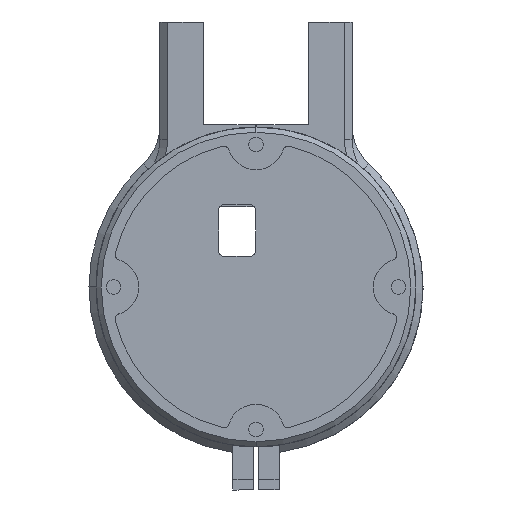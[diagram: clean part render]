
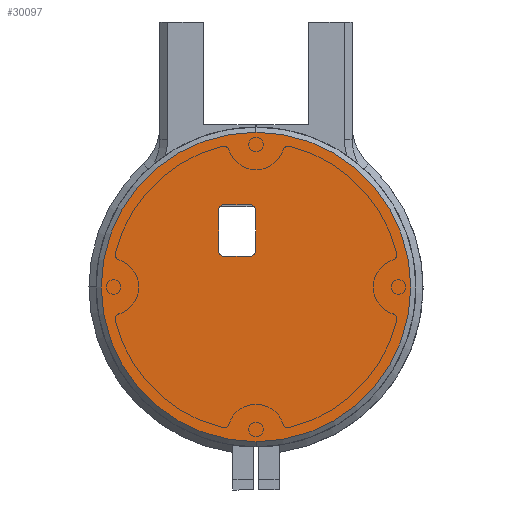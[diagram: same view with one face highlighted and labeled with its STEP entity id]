
A CAD part, front view. The second image highlights one B-rep face of the part: STEP entity #30097.
In plain terms, the highlighted face is planar.
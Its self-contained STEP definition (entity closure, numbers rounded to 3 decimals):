
#949 = DIRECTION ( 'NONE',  ( 0., -1., 0. ) ) ;
#1252 = DIRECTION ( 'NONE',  ( 0., 0., 1. ) ) ;
#1986 = CARTESIAN_POINT ( 'NONE',  ( 6.292, 11., 6.988 ) ) ;
#2153 = DIRECTION ( 'NONE',  ( 0., 0., 1. ) ) ;
#2174 = DIRECTION ( 'NONE',  ( 0., -1., 0. ) ) ;
#2463 = CIRCLE ( 'NONE', #16072, 30.113 ) ;
#2522 = ORIENTED_EDGE ( 'NONE', *, *, #27719, .T. ) ;
#3293 = CARTESIAN_POINT ( 'NONE',  ( 0.092, 11., 6.988 ) ) ;
#3435 = EDGE_CURVE ( 'NONE', #22986, #6582, #7101, .T. ) ;
#3519 = EDGE_CURVE ( 'NONE', #22365, #13921, #5906, .T. ) ;
#4225 = EDGE_CURVE ( 'NONE', #15582, #29585, #36130, .T. ) ;
#4509 = FACE_OUTER_BOUND ( 'NONE', #16549, .T. ) ;
#4556 = CARTESIAN_POINT ( 'NONE',  ( 6.292, 11., 5.988 ) ) ;
#4654 = DIRECTION ( 'NONE',  ( 0., -1., 0. ) ) ;
#5762 = DIRECTION ( 'NONE',  ( 0., -1., 0. ) ) ;
#5906 = CIRCLE ( 'NONE', #24228, 1. ) ;
#6582 = VERTEX_POINT ( 'NONE', #26435 ) ;
#6800 = DIRECTION ( 'NONE',  ( 0., 0., 1. ) ) ;
#6981 = CARTESIAN_POINT ( 'NONE',  ( 0., 11., 0. ) ) ;
#6995 = ORIENTED_EDGE ( 'NONE', *, *, #35008, .T. ) ;
#7101 = CIRCLE ( 'NONE', #23637, 1. ) ;
#7667 = FACE_BOUND ( 'NONE', #34852, .T. ) ;
#9047 = CIRCLE ( 'NONE', #34457, 1. ) ;
#10707 = DIRECTION ( 'NONE',  ( 0., 0., 1. ) ) ;
#11004 = ORIENTED_EDGE ( 'NONE', *, *, #35896, .T. ) ;
#11143 = CARTESIAN_POINT ( 'NONE',  ( 7.292, 11., 6.988 ) ) ;
#11267 = VECTOR ( 'NONE', #19124, 1000. ) ;
#12165 = CARTESIAN_POINT ( 'NONE',  ( 1.092, 11., 5.988 ) ) ;
#13437 = EDGE_CURVE ( 'NONE', #22986, #13921, #23353, .T. ) ;
#13921 = VERTEX_POINT ( 'NONE', #33867 ) ;
#14402 = ORIENTED_EDGE ( 'NONE', *, *, #3519, .T. ) ;
#14461 = DIRECTION ( 'NONE',  ( 0., 0., 1. ) ) ;
#14854 = VECTOR ( 'NONE', #1252, 1000. ) ;
#15072 = CARTESIAN_POINT ( 'NONE',  ( 7.292, 11., 14.988 ) ) ;
#15526 = CARTESIAN_POINT ( 'NONE',  ( 0.092, 11., 15.988 ) ) ;
#15582 = VERTEX_POINT ( 'NONE', #4556 ) ;
#15798 = CARTESIAN_POINT ( 'NONE',  ( 0., 11., 0. ) ) ;
#16072 = AXIS2_PLACEMENT_3D ( 'NONE', #33797, #19751, #2153 ) ;
#16277 = CIRCLE ( 'NONE', #35754, 30.113 ) ;
#16549 = EDGE_LOOP ( 'NONE', ( #6995, #36062 ) ) ;
#16645 = EDGE_CURVE ( 'NONE', #16885, #29386, #16277, .T. ) ;
#16885 = VERTEX_POINT ( 'NONE', #29278 ) ;
#17175 = AXIS2_PLACEMENT_3D ( 'NONE', #15798, #21911, #24519 ) ;
#17308 = CARTESIAN_POINT ( 'NONE',  ( 7.292, 11., 15.988 ) ) ;
#17620 = CARTESIAN_POINT ( 'NONE',  ( 1.092, 11., 15.988 ) ) ;
#18593 = PLANE ( 'NONE',  #17175 ) ;
#18724 = ORIENTED_EDGE ( 'NONE', *, *, #13437, .F. ) ;
#19124 = DIRECTION ( 'NONE',  ( -1., 0., 0. ) ) ;
#19729 = LINE ( 'NONE', #17308, #33103 ) ;
#19751 = DIRECTION ( 'NONE',  ( 0., 1., 0. ) ) ;
#19924 = VERTEX_POINT ( 'NONE', #3293 ) ;
#21826 = ORIENTED_EDGE ( 'NONE', *, *, #4225, .F. ) ;
#21911 = DIRECTION ( 'NONE',  ( 0., 1., 0. ) ) ;
#22365 = VERTEX_POINT ( 'NONE', #15072 ) ;
#22392 = VECTOR ( 'NONE', #32018, 1000. ) ;
#22903 = CARTESIAN_POINT ( 'NONE',  ( 0., 11., -30.113 ) ) ;
#22986 = VERTEX_POINT ( 'NONE', #17620 ) ;
#23353 = LINE ( 'NONE', #34806, #22392 ) ;
#23637 = AXIS2_PLACEMENT_3D ( 'NONE', #25042, #4654, #27244 ) ;
#23644 = DIRECTION ( 'NONE',  ( 0., 1., 0. ) ) ;
#23686 = EDGE_CURVE ( 'NONE', #22365, #36235, #19729, .T. ) ;
#24228 = AXIS2_PLACEMENT_3D ( 'NONE', #28877, #5762, #14461 ) ;
#24519 = DIRECTION ( 'NONE',  ( 0., 0., 1. ) ) ;
#25042 = CARTESIAN_POINT ( 'NONE',  ( 1.092, 11., 14.988 ) ) ;
#25474 = DIRECTION ( 'NONE',  ( 0., 0., -1. ) ) ;
#26357 = ORIENTED_EDGE ( 'NONE', *, *, #28783, .F. ) ;
#26435 = CARTESIAN_POINT ( 'NONE',  ( 0.092, 11., 14.988 ) ) ;
#26696 = DIRECTION ( 'NONE',  ( 0., 0., 1. ) ) ;
#27244 = DIRECTION ( 'NONE',  ( 0., 0., 1. ) ) ;
#27441 = CARTESIAN_POINT ( 'NONE',  ( 0.092, 11., 5.988 ) ) ;
#27719 = EDGE_CURVE ( 'NONE', #15582, #36235, #29625, .T. ) ;
#28783 = EDGE_CURVE ( 'NONE', #19924, #6582, #32724, .T. ) ;
#28877 = CARTESIAN_POINT ( 'NONE',  ( 6.292, 11., 14.988 ) ) ;
#29278 = CARTESIAN_POINT ( 'NONE',  ( 0., 11., 30.113 ) ) ;
#29279 = CARTESIAN_POINT ( 'NONE',  ( 1.092, 11., 6.988 ) ) ;
#29386 = VERTEX_POINT ( 'NONE', #22903 ) ;
#29585 = VERTEX_POINT ( 'NONE', #12165 ) ;
#29625 = CIRCLE ( 'NONE', #35564, 1. ) ;
#30097 = ADVANCED_FACE ( 'NONE', ( #4509, #7667 ), #18593, .T. ) ;
#32018 = DIRECTION ( 'NONE',  ( 1., 0., 0. ) ) ;
#32724 = LINE ( 'NONE', #15526, #14854 ) ;
#33103 = VECTOR ( 'NONE', #25474, 1000. ) ;
#33797 = CARTESIAN_POINT ( 'NONE',  ( 0., 11., 0. ) ) ;
#33867 = CARTESIAN_POINT ( 'NONE',  ( 6.292, 11., 15.988 ) ) ;
#34101 = ORIENTED_EDGE ( 'NONE', *, *, #3435, .T. ) ;
#34457 = AXIS2_PLACEMENT_3D ( 'NONE', #29279, #949, #26696 ) ;
#34806 = CARTESIAN_POINT ( 'NONE',  ( 0.092, 11., 15.988 ) ) ;
#34852 = EDGE_LOOP ( 'NONE', ( #36550, #14402, #18724, #34101, #26357, #11004, #21826, #2522 ) ) ;
#35008 = EDGE_CURVE ( 'NONE', #29386, #16885, #2463, .T. ) ;
#35564 = AXIS2_PLACEMENT_3D ( 'NONE', #1986, #2174, #10707 ) ;
#35754 = AXIS2_PLACEMENT_3D ( 'NONE', #6981, #23644, #6800 ) ;
#35896 = EDGE_CURVE ( 'NONE', #19924, #29585, #9047, .T. ) ;
#36062 = ORIENTED_EDGE ( 'NONE', *, *, #16645, .T. ) ;
#36130 = LINE ( 'NONE', #27441, #11267 ) ;
#36235 = VERTEX_POINT ( 'NONE', #11143 ) ;
#36550 = ORIENTED_EDGE ( 'NONE', *, *, #23686, .F. ) ;
